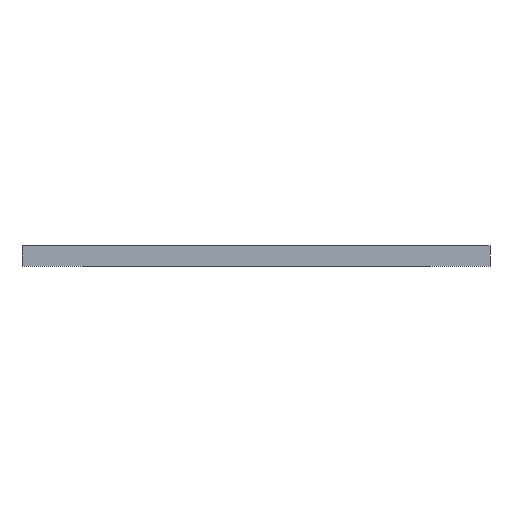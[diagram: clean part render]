
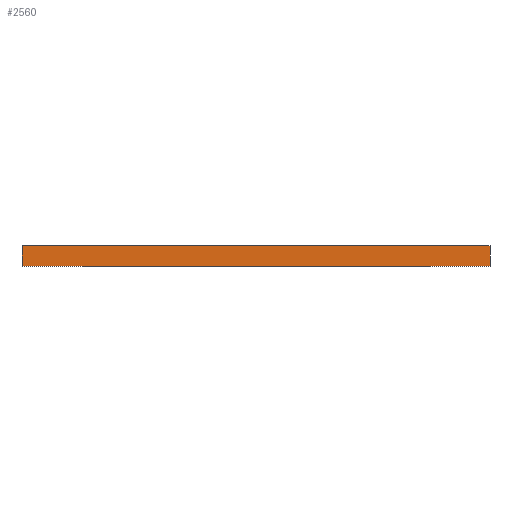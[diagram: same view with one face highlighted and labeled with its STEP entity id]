
A CAD part, front view. The second image highlights one B-rep face of the part: STEP entity #2560.
In plain terms, the highlighted planar face has unit normal (0, -1, 0).
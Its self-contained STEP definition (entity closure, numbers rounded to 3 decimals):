
#180 = VERTEX_POINT ( 'NONE', #1887 ) ;
#192 = VERTEX_POINT ( 'NONE', #624 ) ;
#277 = DIRECTION ( 'NONE',  ( 0., 0., -1. ) ) ;
#312 = CARTESIAN_POINT ( 'NONE',  ( 15., -22.5, 0.65 ) ) ;
#460 = CARTESIAN_POINT ( 'NONE',  ( 15., -22.5, 0.65 ) ) ;
#488 = EDGE_LOOP ( 'NONE', ( #3381, #1307, #810, #924 ) ) ;
#618 = LINE ( 'NONE', #1031, #973 ) ;
#624 = CARTESIAN_POINT ( 'NONE',  ( -15., -22.5, 0.65 ) ) ;
#804 = PLANE ( 'NONE',  #1558 ) ;
#810 = ORIENTED_EDGE ( 'NONE', *, *, #3220, .F. ) ;
#835 = DIRECTION ( 'NONE',  ( 0., 1., 0. ) ) ;
#924 = ORIENTED_EDGE ( 'NONE', *, *, #3164, .T. ) ;
#963 = EDGE_CURVE ( 'NONE', #180, #2956, #1425, .T. ) ;
#973 = VECTOR ( 'NONE', #2897, 1000. ) ;
#1031 = CARTESIAN_POINT ( 'NONE',  ( 15., -22.5, 0.65 ) ) ;
#1045 = CARTESIAN_POINT ( 'NONE',  ( -15., -22.5, 0.65 ) ) ;
#1076 = DIRECTION ( 'NONE',  ( 1., 0., 0. ) ) ;
#1142 = DIRECTION ( 'NONE',  ( 1., 0., 0. ) ) ;
#1220 = VECTOR ( 'NONE', #1142, 1000. ) ;
#1307 = ORIENTED_EDGE ( 'NONE', *, *, #2536, .F. ) ;
#1388 = FACE_OUTER_BOUND ( 'NONE', #488, .T. ) ;
#1425 = LINE ( 'NONE', #3018, #1220 ) ;
#1510 = VECTOR ( 'NONE', #1076, 1000. ) ;
#1558 = AXIS2_PLACEMENT_3D ( 'NONE', #2155, #835, #2657 ) ;
#1887 = CARTESIAN_POINT ( 'NONE',  ( -15., -22.5, -0.65 ) ) ;
#2155 = CARTESIAN_POINT ( 'NONE',  ( 15., -22.5, 0.65 ) ) ;
#2536 = EDGE_CURVE ( 'NONE', #2918, #2956, #618, .T. ) ;
#2560 = ADVANCED_FACE ( 'NONE', ( #1388 ), #804, .F. ) ;
#2639 = LINE ( 'NONE', #1045, #3276 ) ;
#2657 = DIRECTION ( 'NONE',  ( -1., 0., 0. ) ) ;
#2759 = LINE ( 'NONE', #312, #1510 ) ;
#2897 = DIRECTION ( 'NONE',  ( 0., 0., -1. ) ) ;
#2918 = VERTEX_POINT ( 'NONE', #460 ) ;
#2956 = VERTEX_POINT ( 'NONE', #3353 ) ;
#3018 = CARTESIAN_POINT ( 'NONE',  ( 15., -22.5, -0.65 ) ) ;
#3164 = EDGE_CURVE ( 'NONE', #192, #180, #2639, .T. ) ;
#3220 = EDGE_CURVE ( 'NONE', #192, #2918, #2759, .T. ) ;
#3276 = VECTOR ( 'NONE', #277, 1000. ) ;
#3353 = CARTESIAN_POINT ( 'NONE',  ( 15., -22.5, -0.65 ) ) ;
#3381 = ORIENTED_EDGE ( 'NONE', *, *, #963, .T. ) ;
